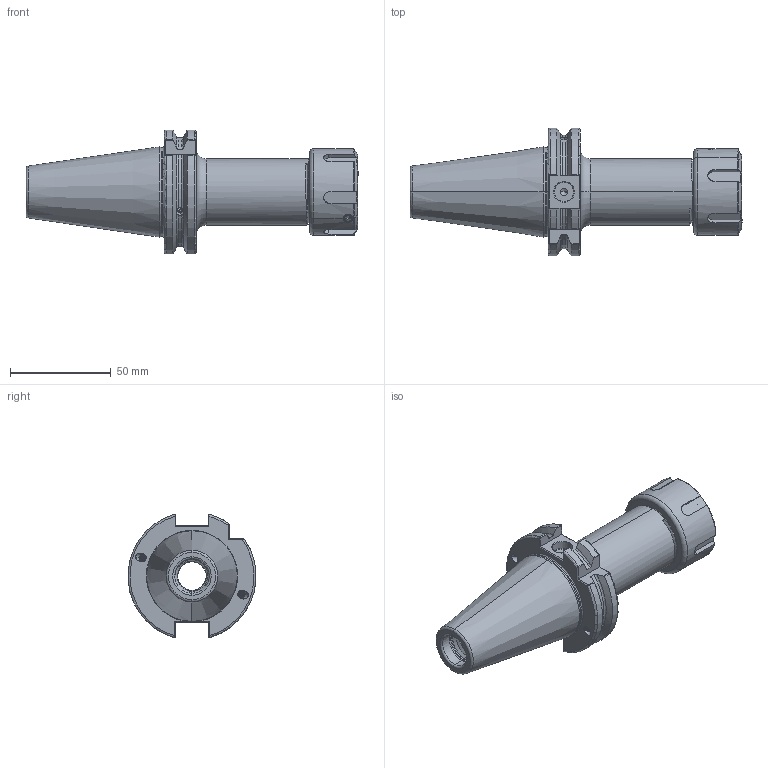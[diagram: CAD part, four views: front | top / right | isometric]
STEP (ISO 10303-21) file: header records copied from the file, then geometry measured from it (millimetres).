
FILE_DESCRIPTION (( 'STEP AP203' ), '1' );
FILE_NAME ('403.01.16.1.STEP', '2016-07-16T00:51:15', ( '' ), ( '' ), 'SwSTEP 2.0', 'SolidWorks 2012', '' );
FILE_SCHEMA (( 'CONFIG_CONTROL_DESIGN' ));
Length unit declared in the file: millimetre
Products named in the file (7): OZ16Y1; 403.01.16.1; OZ螺帽螺絲 M4; OZ16#100 3MM鋼珠; OZ16002PD; OZ16001PD
Assembly tree (40 placements, depth 3):
  403.01.16.1
    403.01.16.1
    OZ16Y1
      OZ16001PD
      OZ16002PD
      OZ螺帽螺絲 M4
      OZ16#100 3MM鋼珠  x35
Bounding box: 164.46 x 63.34 x 61.24 mm (x, y, z)
Volume: 152753.4 mm3; surface area: 47268.2 mm2
Topology: 39 solids, 39 shells, 514 faces, 1457 edges, 938 vertices
Faces by surface type: cylinder 177, plane 87, sphere 70, cone 66, torus 63, bspline 51
Entity records: 34471 total; most frequent: CARTESIAN_POINT 22771, ORIENTED_EDGE 2400, DIRECTION 1799, EDGE_CURVE 1200, VERTEX_POINT 765, AXIS2_PLACEMENT_3D 721, EDGE_LOOP 463, ADVANCED_FACE 446
